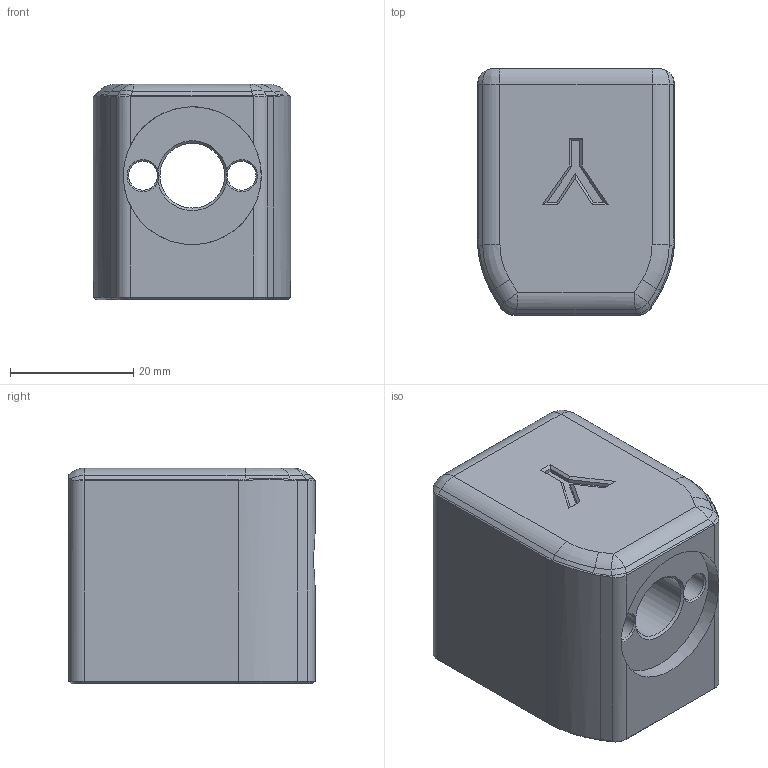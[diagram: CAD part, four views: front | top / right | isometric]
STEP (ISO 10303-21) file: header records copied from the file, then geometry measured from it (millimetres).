
FILE_DESCRIPTION(/* description */ (''),/* implementation_level */ '2;1');
FILE_NAME(/* name */ 'Y Axis Anti Backlash Nut x1_LDO.step',/* time_stamp */ '2024-08-29T12:21:45-04:00',/* author */ (''),/* organization */ (''),/* preprocessor_version */ 'ST-DEVELOPER v20',/* originating_system */ 'Autodesk Translation Framework v13.14.0.145',/* authorisation */ '');
FILE_SCHEMA (('AUTOMOTIVE_DESIGN { 1 0 10303 214 3 1 1 }'));
Length unit declared in the file: millimetre
Products named in the file (1): Y axis anti backlash nut
Bounding box: 32 x 40 x 35 mm (x, y, z)
Volume: 35822.9 mm3; surface area: 9891.9 mm2
Topology: 1 solids, 1 shells, 113 faces, 274 edges, 162 vertices
Faces by surface type: plane 49, cylinder 32, bspline 18, cone 14
Full cylindrical faces by diameter (mm): 4.7 x2, 6.45 x2, 10.518 x1, 22.4 x2
Entity records: 3663 total; most frequent: CARTESIAN_POINT 1040, ORIENTED_EDGE 544, DIRECTION 531, EDGE_CURVE 272, AXIS2_PLACEMENT_3D 195, VERTEX_POINT 162, LINE 141, VECTOR 141
